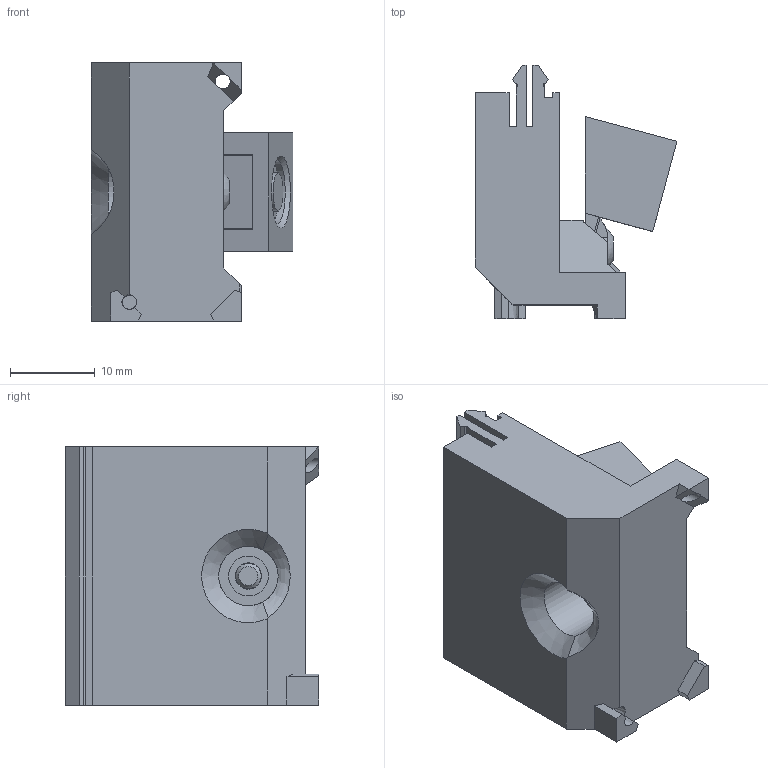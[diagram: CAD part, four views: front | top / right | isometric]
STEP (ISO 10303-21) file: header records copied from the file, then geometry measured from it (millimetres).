
FILE_DESCRIPTION(/* description */ (''),/* implementation_level */ '2;1');
FILE_NAME(/* name */ 'voron 0 nozzle cam frame v2.step',/* time_stamp */ '2023-09-26T16:21:49+02:00',/* author */ (''),/* organization */ (''),/* preprocessor_version */ 'ST-DEVELOPER v20',/* originating_system */ 'Autodesk Translation Framework v12.14.0.127',/* authorisation */ '');
FILE_SCHEMA (('AUTOMOTIVE_DESIGN { 1 0 10303 214 3 1 1 }'));
Length unit declared in the file: millimetre
Products named in the file (10): voron 0 nozzle cam frame; Brackets_1515_x2 v1 (1); 3DO_enclosure-cam_v0; M3 Threaded Insert; camera; camera holder; pcb holder; camera stick; M3x8 BHCS; PCB_mount_SB v1
Assembly tree (9 placements, depth 3):
  voron 0 nozzle cam frame
    Brackets_1515_x2 v1 (1)
    3DO_enclosure-cam_v0
      M3 Threaded Insert
      camera
      camera holder
      pcb holder
      camera stick
      M3x8 BHCS
    PCB_mount_SB v1
Bounding box: 23.76 x 29.85 x 30.39 mm (x, y, z)
Volume: 9514.4 mm3; surface area: 6381.2 mm2
Topology: 6 solids, 6 shells, 389 faces, 1070 edges, 705 vertices
Faces by surface type: bspline 146, plane 136, cylinder 92, cone 14, sphere 1
Full cylindrical faces by diameter (mm): 1.75 x1, 3 x2, 3.3 x2, 4.5 x1, 4.7 x1, 5.05 x1, 5.16 x1, 5.56 x1, 5.7 x1, 6 x1, 7 x1, 7.5 x1, 7.6 x1
Entity records: 14549 total; most frequent: CARTESIAN_POINT 4895, ORIENTED_EDGE 2138, DIRECTION 1851, EDGE_CURVE 1069, VERTEX_POINT 705, AXIS2_PLACEMENT_3D 651, LINE 549, VECTOR 549
